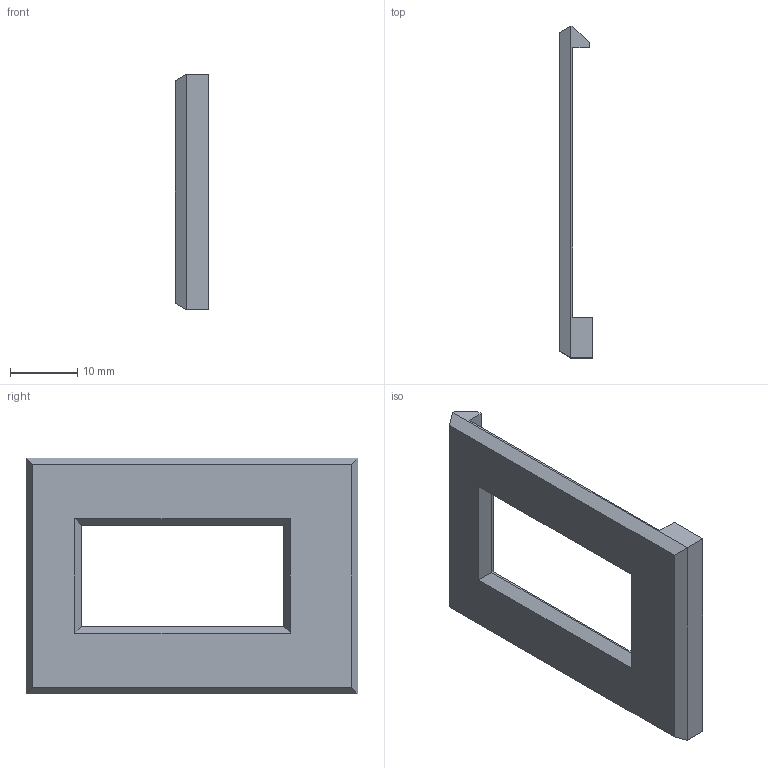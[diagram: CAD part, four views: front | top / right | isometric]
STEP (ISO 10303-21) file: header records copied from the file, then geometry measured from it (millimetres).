
FILE_DESCRIPTION(/* description */ (''),/* implementation_level */ '2;1');
FILE_NAME(/* name */ 'Скоба.stp',/* time_stamp */ '2024-05-11T00:21:00+03:00',/* author */ ('Мария'),/* organization */ (''),/* preprocessor_version */ 'ST-DEVELOPER v18.1',/* originating_system */ 'Autodesk Inventor 2021',/* authorisation */ '');
FILE_SCHEMA (('AUTOMOTIVE_DESIGN { 1 0 10303 214 3 1 1 }'));
Length unit declared in the file: millimetre
Products named in the file (1): Скоба
Bounding box: 5 x 49.2 x 35 mm (x, y, z)
Volume: 3061.7 mm3; surface area: 3327.6 mm2
Topology: 1 solids, 1 shells, 29 faces, 69 edges, 44 vertices
Faces by surface type: plane 25, cone 2, cylinder 2
Full cylindrical faces by diameter (mm): 2.8 x2
Entity records: 870 total; most frequent: CARTESIAN_POINT 143, DIRECTION 139, ORIENTED_EDGE 138, EDGE_CURVE 69, LINE 59, VECTOR 59, VERTEX_POINT 44, AXIS2_PLACEMENT_3D 40
